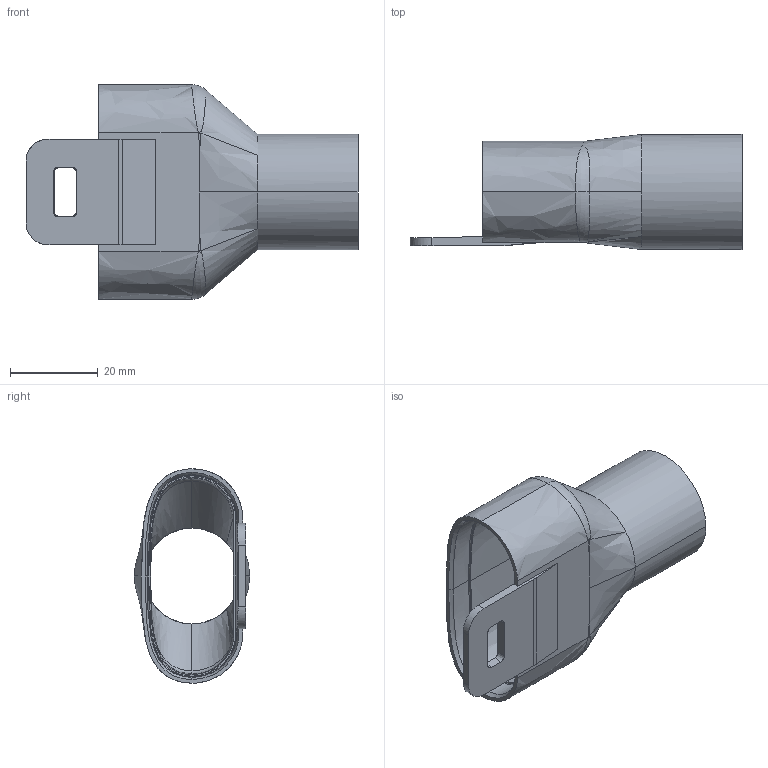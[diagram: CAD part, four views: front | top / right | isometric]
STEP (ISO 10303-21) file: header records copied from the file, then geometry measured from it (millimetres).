
FILE_DESCRIPTION((''),'2;1');
FILE_NAME('0563ML_PART','2020-04-09T22:28:19',('LMichel'),('BIC Technologies'),'CREO PARAMETRIC BY PTC INC, 2018190','CREO PARAMETRIC BY PTC INC, 2018190','');
FILE_SCHEMA(('CONFIG_CONTROL_DESIGN'));
Length unit declared in the file: millimetre
Products named in the file (1): 0563ML_PART
Bounding box: 75.5 x 26.17 x 48.8 mm (x, y, z)
Volume: 12380.5 mm3; surface area: 12650.8 mm2
Topology: 1 solids, 1 shells, 81 faces, 212 edges, 138 vertices
Faces by surface type: bspline 49, plane 17, cylinder 7, extrusion 4, torus 2, cone 2
Entity records: 6722 total; most frequent: CARTESIAN_POINT 4982, ORIENTED_EDGE 422, DIRECTION 233, EDGE_CURVE 211, VERTEX_POINT 132, VECTOR 91, LINE 87, B_SPLINE_CURVE_WITH_KNOTS 87
